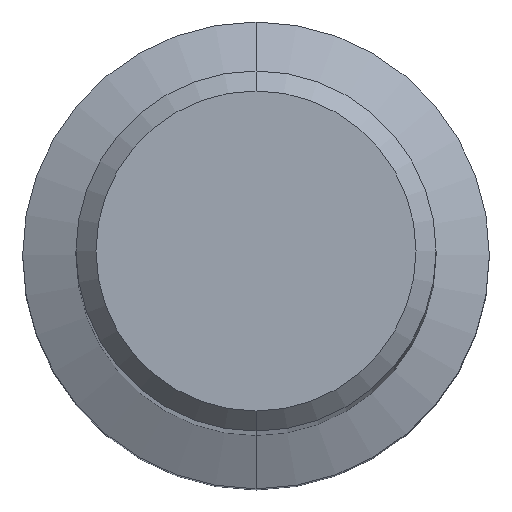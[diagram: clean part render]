
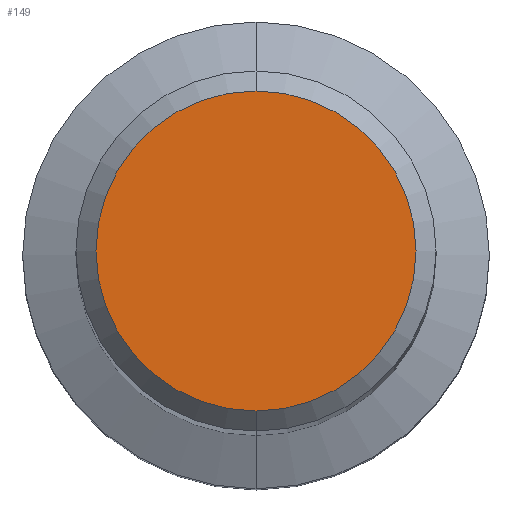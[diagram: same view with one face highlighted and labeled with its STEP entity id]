
A CAD part, top view. The second image highlights one B-rep face of the part: STEP entity #149.
In plain terms, the highlighted planar face has unit normal (0, 0, 1).
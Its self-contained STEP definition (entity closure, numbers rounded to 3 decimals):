
#133=EDGE_CURVE('',#225,#265,#332,.T.);
#149=ADVANCED_FACE('',(#351),#352,.T.);
#225=VERTEX_POINT('',#438);
#265=VERTEX_POINT('',#482);
#267=EDGE_CURVE('',#265,#225,#484,.T.);
#332=CIRCLE('',#552,4.8);
#351=FACE_OUTER_BOUND('',#576,.T.);
#352=PLANE('',#577);
#438=CARTESIAN_POINT('',(0.,-4.8,0.0));
#482=CARTESIAN_POINT('',(0.0,4.8,0.0));
#484=CIRCLE('',#745,4.8);
#552=AXIS2_PLACEMENT_3D('',#806,#807,#808);
#576=EDGE_LOOP('',(#839,#840));
#577=AXIS2_PLACEMENT_3D('',#841,#842,#843);
#745=AXIS2_PLACEMENT_3D('',#1002,#1003,#1004);
#806=CARTESIAN_POINT('',(0.0,0.0,0.0));
#807=DIRECTION('',(0.0,0.0,-1.0));
#808=DIRECTION('',(0.0,1.0,0.0));
#839=ORIENTED_EDGE('',*,*,#267,.F.);
#840=ORIENTED_EDGE('',*,*,#133,.F.);
#841=CARTESIAN_POINT('',(0.0,2.4,0.0));
#842=DIRECTION('',(-0.0,0.0,1.0));
#843=DIRECTION('',(0.0,-1.0,0.0));
#1002=CARTESIAN_POINT('',(0.0,0.0,0.0));
#1003=DIRECTION('',(0.0,0.0,-1.0));
#1004=DIRECTION('',(0.0,1.0,0.0));
